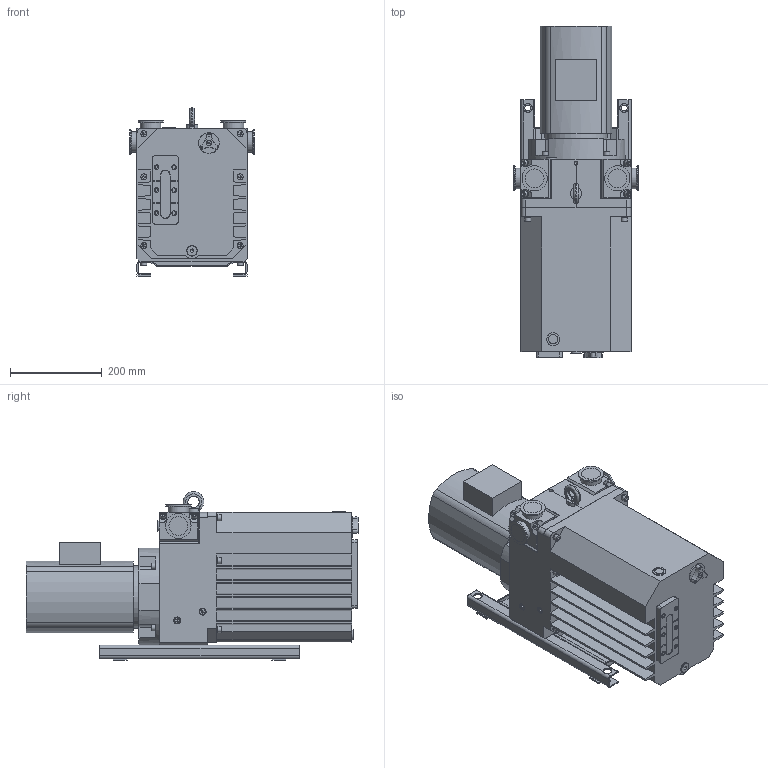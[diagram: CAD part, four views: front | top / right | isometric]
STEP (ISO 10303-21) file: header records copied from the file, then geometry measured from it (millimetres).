
FILE_DESCRIPTION((''),'2;1');
FILE_NAME('PK900244.stp','2010-04-27T14:27:38',('wangorsch-v'),(''),'Autodesk Inventor 2009','Autodesk Inventor 2009','');
FILE_SCHEMA(('CONFIG_CONTROL_DESIGN'));
Length unit declared in the file: millimetre
Products named in the file (1): PK900244_SW
Bounding box: 272.42 x 724.3 x 368.2 mm (x, y, z)
Volume: 32488789.1 mm3; surface area: 1246227.1 mm2
Topology: 1 solids, 59 shells, 1004 faces, 2491 edges, 1629 vertices
Faces by surface type: plane 567, cylinder 235, bspline 112, cone 77, torus 10, sphere 3
Full cylindrical faces by diameter (mm): 4.917 x8, 6.647 x2, 7.3 x1, 7.8 x1, 8 x24, 9 x4, 10 x6, 11.8 x1, 13 x22, 15 x5, 16.662 x2, 19 x2, 19.8 x2, 22 x2, 24 x1, 25 x1, 28.1 x1, 30 x1, 41.2 x4, 45 x5, 55 x4, 136 x1, 206 x1
Entity records: 29361 total; most frequent: CARTESIAN_POINT 7670, DIRECTION 4370, ORIENTED_EDGE 4200, EDGE_CURVE 2100, AXIS2_PLACEMENT_3D 1591, VERTEX_POINT 1470, EDGE_LOOP 1360, VECTOR 1188
